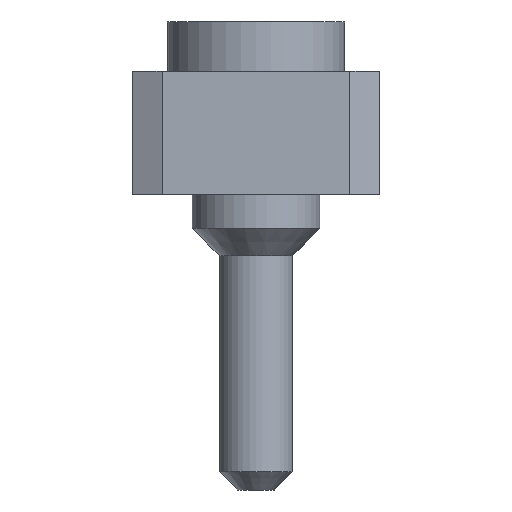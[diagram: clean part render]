
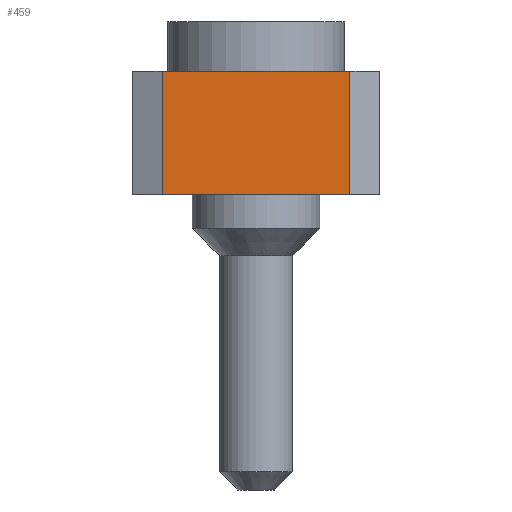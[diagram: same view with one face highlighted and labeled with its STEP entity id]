
A CAD part, left-side view. The second image highlights one B-rep face of the part: STEP entity #459.
In plain terms, the highlighted planar face has unit normal (-1, 0, 0).
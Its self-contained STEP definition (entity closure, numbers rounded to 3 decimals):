
#459=ADVANCED_FACE('',(#1034),#1036,.T.);
#1034=FACE_BOUND('',#1035,.T.);
#1035=EDGE_LOOP('',(#1545,#1546,#1547,#1548));
#1036=PLANE('',#1037);
#1037=AXIS2_PLACEMENT_3D('',#1038,#1039,#1040);
#1038=CARTESIAN_POINT('',(-1.385,0.97,0.63));
#1039=DIRECTION('',(-1.,0.,0.));
#1040=DIRECTION('',(0.,-1.,0.));
#1545=ORIENTED_EDGE('',*,*,#1744,.T.);
#1546=ORIENTED_EDGE('',*,*,#1775,.T.);
#1547=ORIENTED_EDGE('',*,*,#1693,.F.);
#1548=ORIENTED_EDGE('',*,*,#1774,.F.);
#1693=EDGE_CURVE('',#1871,#1873,#1874,.T.);
#1744=EDGE_CURVE('',#1970,#1968,#1971,.T.);
#1774=EDGE_CURVE('',#1970,#1871,#2013,.T.);
#1775=EDGE_CURVE('',#1968,#1873,#2014,.T.);
#1871=VERTEX_POINT('',#2198);
#1873=VERTEX_POINT('',#2202);
#1874=LINE('',#2203,#2204);
#1968=VERTEX_POINT('',#2410);
#1970=VERTEX_POINT('',#2414);
#1971=LINE('',#2415,#2416);
#2013=LINE('',#2523,#2524);
#2014=LINE('',#2526,#2527);
#2198=CARTESIAN_POINT('',(-1.385,0.97,1.9));
#2202=CARTESIAN_POINT('',(-1.385,-0.97,1.9));
#2203=CARTESIAN_POINT('',(-1.385,0.97,1.9));
#2204=VECTOR('',#2205,1.);
#2205=DIRECTION('',(0.,-1.,0.));
#2410=CARTESIAN_POINT('',(-1.385,-0.97,0.63));
#2414=CARTESIAN_POINT('',(-1.385,0.97,0.63));
#2415=CARTESIAN_POINT('',(-1.385,0.97,0.63));
#2416=VECTOR('',#2417,1.);
#2417=DIRECTION('',(0.,-1.,0.));
#2523=CARTESIAN_POINT('',(-1.385,0.97,0.63));
#2524=VECTOR('',#2525,1.);
#2525=DIRECTION('',(0.,0.,1.));
#2526=CARTESIAN_POINT('',(-1.385,-0.97,0.63));
#2527=VECTOR('',#2528,1.);
#2528=DIRECTION('',(0.,0.,1.));
